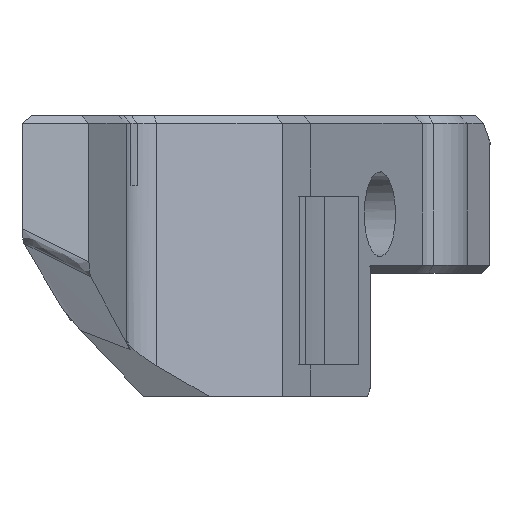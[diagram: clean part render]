
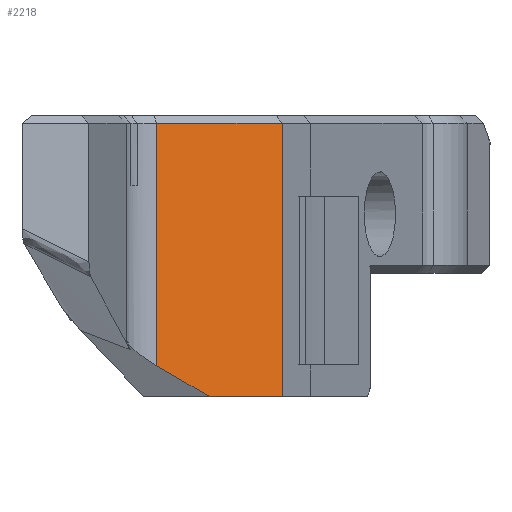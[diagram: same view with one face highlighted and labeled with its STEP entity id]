
A CAD part, front view. The second image highlights one B-rep face of the part: STEP entity #2218.
In plain terms, the highlighted face is planar.
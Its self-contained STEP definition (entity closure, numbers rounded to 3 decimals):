
#278=FACE_OUTER_BOUND('',#406,.T.);
#406=EDGE_LOOP('',(#1881,#1882,#1883,#1884,#1885));
#490=LINE('',#3096,#698);
#561=LINE('',#4986,#769);
#618=LINE('',#5309,#826);
#619=LINE('',#5315,#827);
#621=LINE('',#5318,#829);
#698=VECTOR('',#2543,10.);
#769=VECTOR('',#2726,10.);
#826=VECTOR('',#2833,10.);
#827=VECTOR('',#2838,10.);
#829=VECTOR('',#2842,1000.);
#904=VERTEX_POINT('',#3093);
#905=VERTEX_POINT('',#3095);
#1019=VERTEX_POINT('',#4985);
#1050=VERTEX_POINT('',#5269);
#1055=VERTEX_POINT('',#5305);
#1133=EDGE_CURVE('',#904,#905,#490,.T.);
#1282=EDGE_CURVE('',#905,#1019,#561,.T.);
#1350=EDGE_CURVE('',#1055,#1050,#618,.T.);
#1352=EDGE_CURVE('',#1050,#904,#619,.T.);
#1354=EDGE_CURVE('',#1019,#1055,#621,.T.);
#1881=ORIENTED_EDGE('',*,*,#1350,.F.);
#1882=ORIENTED_EDGE('',*,*,#1354,.F.);
#1883=ORIENTED_EDGE('',*,*,#1282,.F.);
#1884=ORIENTED_EDGE('',*,*,#1133,.F.);
#1885=ORIENTED_EDGE('',*,*,#1352,.F.);
#2118=PLANE('',#2386);
#2218=ADVANCED_FACE('',(#278),#2118,.T.);
#2386=AXIS2_PLACEMENT_3D('',#5317,#2840,#2841);
#2543=DIRECTION('',(-0.766,0.,0.643));
#2726=DIRECTION('',(-0.672,0.48,0.564));
#2833=DIRECTION('',(0.766,0.,-0.643));
#2838=DIRECTION('',(0.,-1.,0.));
#2840=DIRECTION('center_axis',(0.643,0.,0.766));
#2841=DIRECTION('ref_axis',(0.,-1.,0.));
#2842=DIRECTION('',(0.,1.,0.));
#3093=CARTESIAN_POINT('',(-101.15,4.7,144.014));
#3095=CARTESIAN_POINT('',(-104.199,4.7,146.573));
#3096=CARTESIAN_POINT('',(-95.94,4.7,139.644));
#4985=CARTESIAN_POINT('',(-106.386,6.262,148.409));
#4986=CARTESIAN_POINT('',(-98.309,0.494,141.631));
#5269=CARTESIAN_POINT('',(-101.15,18.55,144.014));
#5305=CARTESIAN_POINT('',(-106.386,18.55,148.409));
#5309=CARTESIAN_POINT('',(-95.94,18.55,139.644));
#5315=CARTESIAN_POINT('',(-101.15,-4.16,144.014));
#5317=CARTESIAN_POINT('Origin',(-100.743,-27.269,143.673));
#5318=CARTESIAN_POINT('',(-106.386,-27.269,148.409));
